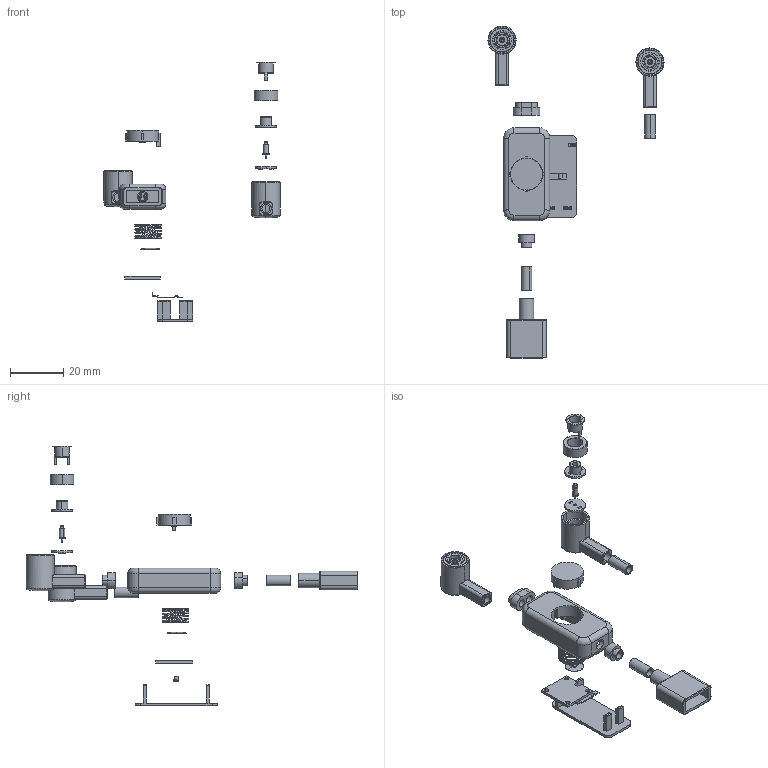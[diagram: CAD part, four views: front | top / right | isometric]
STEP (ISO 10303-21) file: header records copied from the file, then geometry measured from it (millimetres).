
FILE_DESCRIPTION (( 'STEP AP214' ), '1' );
FILE_NAME ('装配体_磁吸充电线.STEP', '2022-05-23T07:07:47', ( '' ), ( '' ), 'SwSTEP 2.0', 'SolidWorks 2016', '' );
FILE_SCHEMA (( 'AUTOMOTIVE_DESIGN' ));
Length unit declared in the file: millimetre
Products named in the file (18): 蝶璃_鼠釱; 装配体_磁吸充电线; pcb_鼠釱_拸腑; SR_酗埴; SR_邳埴; SR_等埴; 粟え_尨砩芞; 廓豝え; 充电线_分线盒_PCB_弹簧; 粟銅0.4x10x5; 充电线_分线盒_外壳__锅仔片; 喃萇盄_煦盄碟_裔; 充电线_分线盒_按键帽_锅仔片; ｳ莊醯ﾟ_USBｶﾋ; 充电线_磁吸头_外壳; 肣渀_鼠釱; 肣杶_鼠釱-傲踢; 棠沺_鼠釱
Assembly tree (25 placements, depth 2):
  装配体_磁吸充电线
    蝶璃_鼠釱  x2
    棠沺_鼠釱  x2
    肣杶_鼠釱-傲踢  x2
    肣渀_鼠釱  x2
    充电线_磁吸头_外壳  x2
    ｳ莊醯ﾟ_USBｶﾋ
    充电线_分线盒_按键帽_锅仔片
    喃萇盄_煦盄碟_裔
    充电线_分线盒_外壳__锅仔片
    粟銅0.4x10x5
    充电线_分线盒_PCB_弹簧
    廓豝え
    粟え_尨砩芞
    SR_等埴
    SR_邳埴
    SR_酗埴  x3
    pcb_鼠釱_拸腑  x2
Bounding box: 66.36 x 125.14 x 97.89 mm (x, y, z)
Volume: 6405.5 mm3; surface area: 11942.4 mm2
Topology: 27 solids, 27 shells, 727 faces, 1763 edges, 1111 vertices
Faces by surface type: plane 336, cylinder 280, torus 96, bspline 10, sphere 5
Entity records: 23254 total; most frequent: CARTESIAN_POINT 6847, DIRECTION 2886, ORIENTED_EDGE 2724, EDGE_CURVE 1362, AXIS2_PLACEMENT_3D 1050, VERTEX_POINT 861, LINE 786, VECTOR 786
